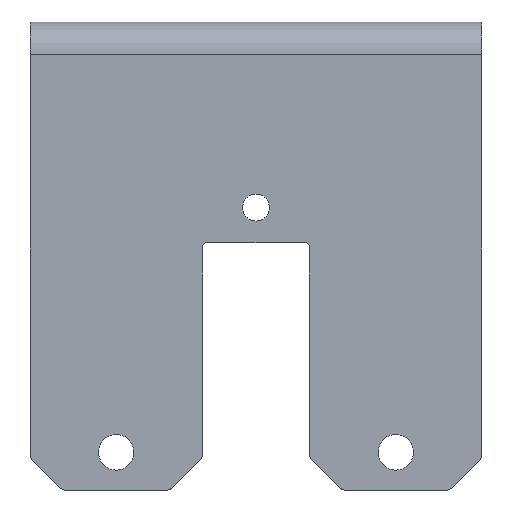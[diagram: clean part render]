
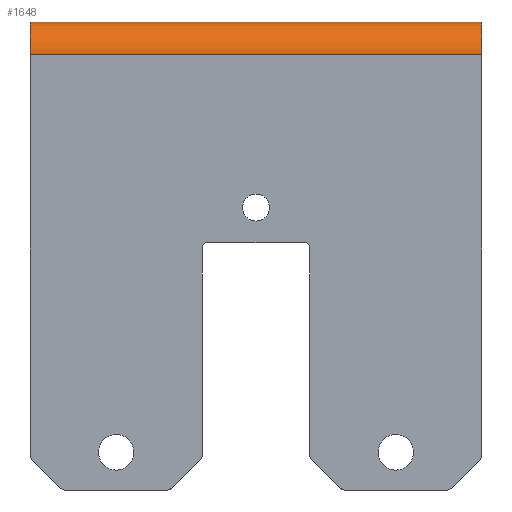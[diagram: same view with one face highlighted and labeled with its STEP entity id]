
A CAD part, front view. The second image highlights one B-rep face of the part: STEP entity #1648.
In plain terms, the highlighted cylindrical face has radius 3.024 mm (diameter 6.048 mm), a partial arc.
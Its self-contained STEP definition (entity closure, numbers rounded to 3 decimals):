
#58 = CARTESIAN_POINT ( 'NONE',  ( 21., 1.524, 0. ) ) ;
#77 = ORIENTED_EDGE ( 'NONE', *, *, #144, .F. ) ;
#144 = EDGE_CURVE ( 'NONE', #970, #1846, #885, .T. ) ;
#175 = ORIENTED_EDGE ( 'NONE', *, *, #2014, .F. ) ;
#176 = EDGE_CURVE ( 'NONE', #2031, #1715, #919, .T. ) ;
#207 = EDGE_CURVE ( 'NONE', #2031, #1846, #911, .T. ) ;
#281 = DIRECTION ( 'NONE',  ( 1., 0., 0. ) ) ;
#314 = DIRECTION ( 'NONE',  ( -1., 0., 0. ) ) ;
#336 = AXIS2_PLACEMENT_3D ( 'NONE', #1593, #398, #510 ) ;
#358 = AXIS2_PLACEMENT_3D ( 'NONE', #1216, #281, #1402 ) ;
#398 = DIRECTION ( 'NONE',  ( -1., 0., 0. ) ) ;
#510 = DIRECTION ( 'NONE',  ( 0., 0., -1. ) ) ;
#575 = CARTESIAN_POINT ( 'NONE',  ( 21., -1.5, -3.024 ) ) ;
#622 = ORIENTED_EDGE ( 'NONE', *, *, #176, .F. ) ;
#696 = DIRECTION ( 'NONE',  ( -1., 0., 0. ) ) ;
#885 = CIRCLE ( 'NONE', #336, 3.024 ) ;
#911 = LINE ( 'NONE', #1036, #943 ) ;
#919 = CIRCLE ( 'NONE', #358, 3.024 ) ;
#931 = ORIENTED_EDGE ( 'NONE', *, *, #207, .T. ) ;
#943 = VECTOR ( 'NONE', #696, 1000. ) ;
#960 = EDGE_LOOP ( 'NONE', ( #175, #622, #931, #77 ) ) ;
#970 = VERTEX_POINT ( 'NONE', #1752 ) ;
#1036 = CARTESIAN_POINT ( 'NONE',  ( -21., 1.524, 0. ) ) ;
#1142 = CARTESIAN_POINT ( 'NONE',  ( 21., -1.5, -3.024 ) ) ;
#1216 = CARTESIAN_POINT ( 'NONE',  ( 21., 1.524, -3.024 ) ) ;
#1402 = DIRECTION ( 'NONE',  ( 0., 0., -1. ) ) ;
#1474 = DIRECTION ( 'NONE',  ( 1., 0., 0. ) ) ;
#1540 = FACE_OUTER_BOUND ( 'NONE', #960, .T. ) ;
#1593 = CARTESIAN_POINT ( 'NONE',  ( -21., 1.524, -3.024 ) ) ;
#1622 = CYLINDRICAL_SURFACE ( 'NONE', #1953, 3.024 ) ;
#1648 = ADVANCED_FACE ( 'NONE', ( #1540 ), #1622, .T. ) ;
#1715 = VERTEX_POINT ( 'NONE', #1142 ) ;
#1752 = CARTESIAN_POINT ( 'NONE',  ( -21., -1.5, -3.024 ) ) ;
#1758 = CARTESIAN_POINT ( 'NONE',  ( 21., 1.524, -3.024 ) ) ;
#1777 = DIRECTION ( 'NONE',  ( 0., 0., 1. ) ) ;
#1840 = CARTESIAN_POINT ( 'NONE',  ( -21., 1.524, 0. ) ) ;
#1846 = VERTEX_POINT ( 'NONE', #1840 ) ;
#1930 = LINE ( 'NONE', #575, #1944 ) ;
#1944 = VECTOR ( 'NONE', #314, 1000. ) ;
#1953 = AXIS2_PLACEMENT_3D ( 'NONE', #1758, #1474, #1777 ) ;
#2014 = EDGE_CURVE ( 'NONE', #1715, #970, #1930, .T. ) ;
#2031 = VERTEX_POINT ( 'NONE', #58 ) ;
